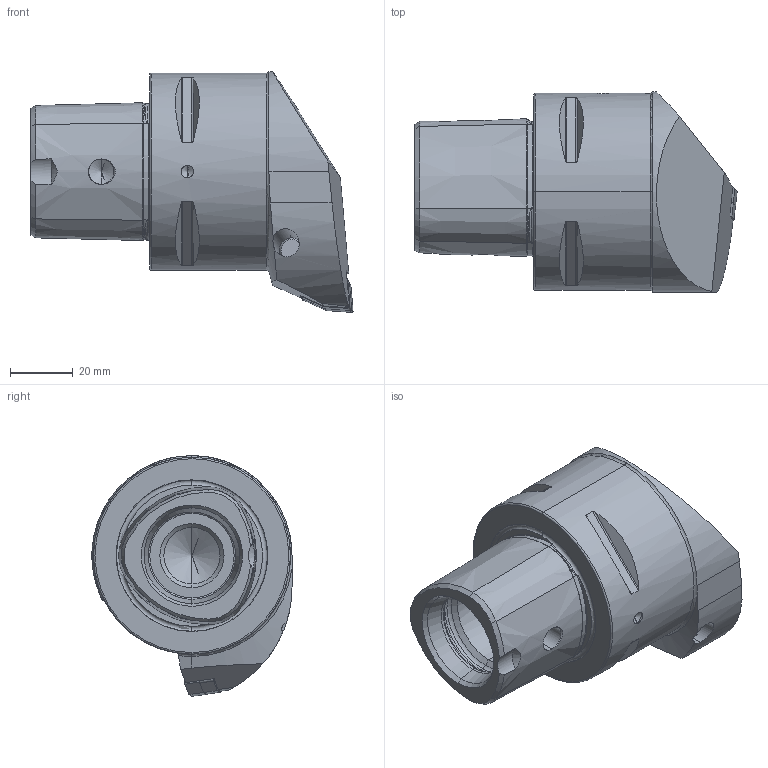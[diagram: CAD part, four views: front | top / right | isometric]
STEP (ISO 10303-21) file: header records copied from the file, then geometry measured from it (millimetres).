
FILE_DESCRIPTION (( 'STEP AP214' ), '1' );
FILE_NAME ('PS6.PWE.RLA.065-HP.STEP', '2020-09-11T11:25:07', ( '' ), ( '' ), 'SwSTEP 2.0', 'SolidWorks 2017', '' );
FILE_SCHEMA (( 'AUTOMOTIVE_DESIGN' ));
Length unit declared in the file: millimetre
Products named in the file (13): CHP-ER1.015.006_A; PS6.PWE.RLA.065-HP; DIN 7991 - M5x15; PS6-PWE.RLA.065-HP_B; WCD-ER1.101.000; WDF-ER3.101.000_A; WCD-ER4.101.017_A; ISO 8752 2x8; WWE-ER2.101.004_A; DIN 3771 - 13x1; CHP-ER1.015.006; CHP-ER1.008.014_A; WNMG080404
Assembly tree (12 placements, depth 3):
  PS6.PWE.RLA.065-HP
    PS6-PWE.RLA.065-HP_B
    WWE-ER2.101.004_A
    WNMG080404
    WDF-ER3.101.000_A
    WCD-ER4.101.017_A
    WCD-ER1.101.000
    CHP-ER1.008.014_A
    ISO 8752 2x8
    CHP-ER1.015.006
      CHP-ER1.015.006_A
      DIN 3771 - 13x1
      DIN 7991 - M5x15
Bounding box: 103 x 63.97 x 77 mm (x, y, z)
Volume: 188465.2 mm3; surface area: 34971.1 mm2
Topology: 11 solids, 11 shells, 466 faces, 1115 edges, 660 vertices
Faces by surface type: plane 141, cone 136, cylinder 116, torus 55, bspline 18
Entity records: 15253 total; most frequent: CARTESIAN_POINT 4159, DIRECTION 2211, ORIENTED_EDGE 2182, EDGE_CURVE 1091, AXIS2_PLACEMENT_3D 870, VERTEX_POINT 660, EDGE_LOOP 499, LINE 471
